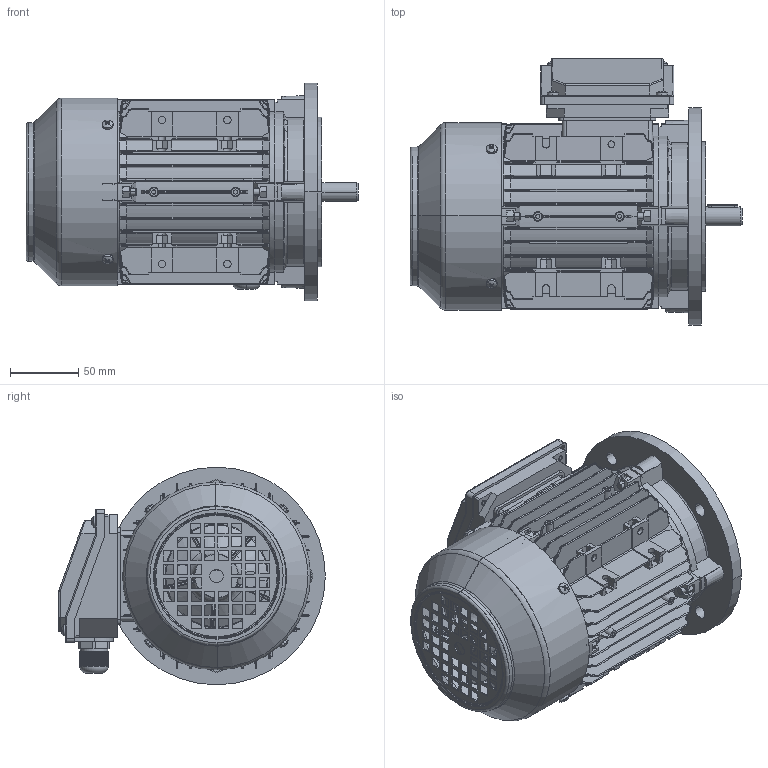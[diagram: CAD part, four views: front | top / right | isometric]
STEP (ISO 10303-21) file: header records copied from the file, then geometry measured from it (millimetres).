
FILE_DESCRIPTION (( 'STEP AP203' ), '1' );
FILE_NAME ('TAN71 B5蚾饜芞.STEP', '2016-08-22T01:12:33', ( 'Users' ), ( 'Microsoft' ), 'SwSTEP 2.0', 'SolidWorks 2008', '' );
FILE_SCHEMA (( 'CONFIG_CONTROL_DESIGN' ));
Length unit declared in the file: millimetre
Products named in the file (14): T71转轴_默认; Plain parallel keys_GB_CONNECTING_PIECE_KEYS_CSK 5X22; Hexagon socket head cap screws GB_GB_FASTENER_SCREWS_HSHCS M5X25-N; TA63斜接线盒座 （配新壳）_默认; TAN71 B5蚾饜芞; TAN71 机壳_默认; TAN71 后盖_默认; TA71风罩_默认; MS63-71 出线螺套_默认; MS71 风叶_默认; Hexagon nuts grade C GB_GB_FASTENER_NUT_SNC1 M5-N; TA63斜接线盒盖_默认; Cross recessed thread forming screws GB_GB_CROSS_SCREWS_TYPE138 M4X10-N; TAN71 B5盖_默认
Assembly tree (34 placements, depth 2):
  TAN71 B5蚾饜芞
    MS71 风叶_默认
    Hexagon socket head cap screws GB_GB_FASTENER_SCREWS_HSHCS M5X25-N  x8
    MS63-71 出线螺套_默认
    TAN71 后盖_默认
    Cross recessed thread forming screws GB_GB_CROSS_SCREWS_TYPE138 M4X10-N  x8
    Hexagon nuts grade C GB_GB_FASTENER_NUT_SNC1 M5-N  x8
    Plain parallel keys_GB_CONNECTING_PIECE_KEYS_CSK 5X22
    TA63斜接线盒座 （配新壳）_默认
    TA71风罩_默认
    TAN71 机壳_默认
    T71转轴_默认
    TAN71 B5盖_默认
    TA63斜接线盒盖_默认
Bounding box: 244 x 196 x 160 mm (x, y, z)
Volume: 690231 mm3; surface area: 499112.8 mm2
Topology: 34 solids, 34 shells, 4026 faces, 10553 edges, 6627 vertices
Faces by surface type: plane 1886, cylinder 1022, bspline 554, cone 362, torus 172, sphere 30
Entity records: 129451 total; most frequent: CARTESIAN_POINT 44574, ORIENTED_EDGE 18834, DIRECTION 15427, EDGE_CURVE 9417, VERTEX_POINT 5948, AXIS2_PLACEMENT_3D 5403, LINE 4621, VECTOR 4621
